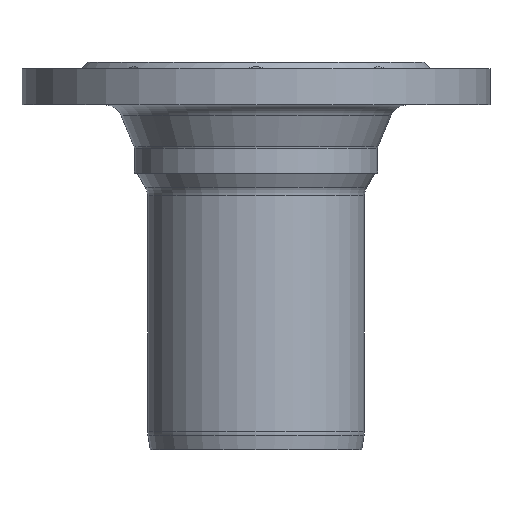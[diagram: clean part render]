
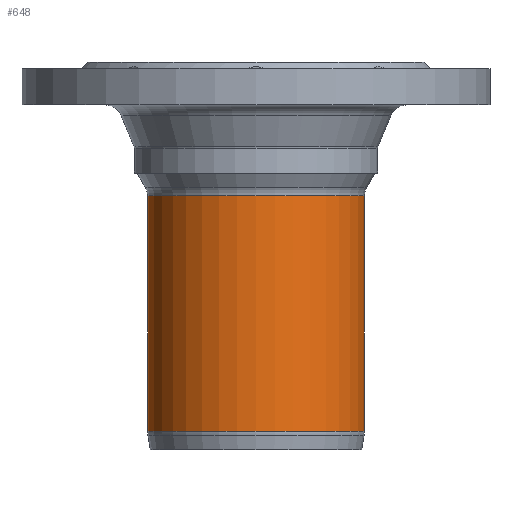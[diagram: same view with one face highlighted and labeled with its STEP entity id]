
A CAD part, front view. The second image highlights one B-rep face of the part: STEP entity #648.
In plain terms, the highlighted cylindrical face has radius 510 mm (diameter 1020 mm), a full revolution.
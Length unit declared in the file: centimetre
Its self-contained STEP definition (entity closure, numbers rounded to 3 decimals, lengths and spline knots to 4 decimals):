
#70=LINE('',#1252,#90);
#90=VECTOR('',#933,51.);
#107=CYLINDRICAL_SURFACE('',#736,51.);
#130=FACE_OUTER_BOUND('',#173,.T.);
#173=EDGE_LOOP('',(#570,#571,#572,#573,#574,#575));
#234=CIRCLE('',#732,51.);
#235=CIRCLE('',#733,51.);
#237=CIRCLE('',#737,51.);
#238=CIRCLE('',#738,51.);
#303=VERTEX_POINT('',#1241);
#304=VERTEX_POINT('',#1243);
#306=VERTEX_POINT('',#1251);
#307=VERTEX_POINT('',#1253);
#393=EDGE_CURVE('',#303,#304,#234,.T.);
#394=EDGE_CURVE('',#304,#303,#235,.T.);
#397=EDGE_CURVE('',#304,#306,#70,.T.);
#398=EDGE_CURVE('',#306,#307,#237,.T.);
#399=EDGE_CURVE('',#307,#306,#238,.T.);
#570=ORIENTED_EDGE('',*,*,#394,.F.);
#571=ORIENTED_EDGE('',*,*,#397,.T.);
#572=ORIENTED_EDGE('',*,*,#398,.T.);
#573=ORIENTED_EDGE('',*,*,#399,.T.);
#574=ORIENTED_EDGE('',*,*,#397,.F.);
#575=ORIENTED_EDGE('',*,*,#393,.F.);
#648=ADVANCED_FACE('',(#130),#107,.T.);
#732=AXIS2_PLACEMENT_3D('',#1244,#922,#923);
#733=AXIS2_PLACEMENT_3D('',#1245,#924,#925);
#736=AXIS2_PLACEMENT_3D('',#1250,#931,#932);
#737=AXIS2_PLACEMENT_3D('',#1254,#934,#935);
#738=AXIS2_PLACEMENT_3D('',#1255,#936,#937);
#922=DIRECTION('center_axis',(0.,0.,-1.));
#923=DIRECTION('ref_axis',(-1.,0.,0.));
#924=DIRECTION('center_axis',(0.,0.,-1.));
#925=DIRECTION('ref_axis',(-1.,0.,0.));
#931=DIRECTION('center_axis',(0.,0.,-1.));
#932=DIRECTION('ref_axis',(1.,0.,0.));
#933=DIRECTION('',(0.,0.,1.));
#934=DIRECTION('center_axis',(0.,0.,-1.));
#935=DIRECTION('ref_axis',(1.,0.,0.));
#936=DIRECTION('center_axis',(0.,0.,-1.));
#937=DIRECTION('ref_axis',(1.,0.,0.));
#1241=CARTESIAN_POINT('',(701.5113,104.0351,-88.7231));
#1243=CARTESIAN_POINT('',(650.5113,155.0351,-88.7231));
#1244=CARTESIAN_POINT('Origin',(701.5113,155.0351,-88.7231));
#1245=CARTESIAN_POINT('Origin',(701.5113,155.0351,-88.7231));
#1250=CARTESIAN_POINT('Origin',(701.5113,155.0351,-27.8731));
#1251=CARTESIAN_POINT('',(650.5113,155.0351,22.0055));
#1252=CARTESIAN_POINT('',(650.5113,155.0351,-27.8731));
#1253=CARTESIAN_POINT('',(701.5113,104.0351,22.0055));
#1254=CARTESIAN_POINT('Origin',(701.5113,155.0351,22.0055));
#1255=CARTESIAN_POINT('Origin',(701.5113,155.0351,22.0055));
